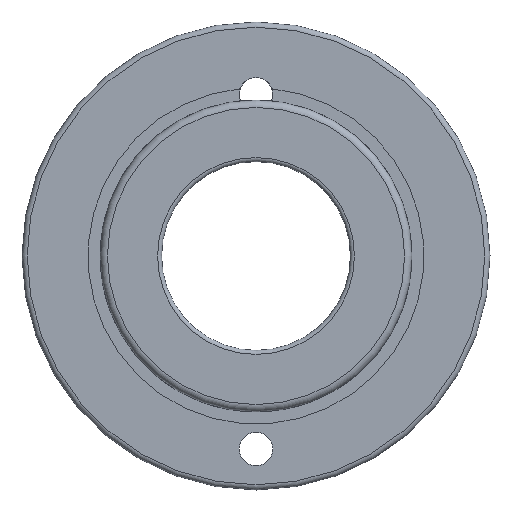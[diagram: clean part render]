
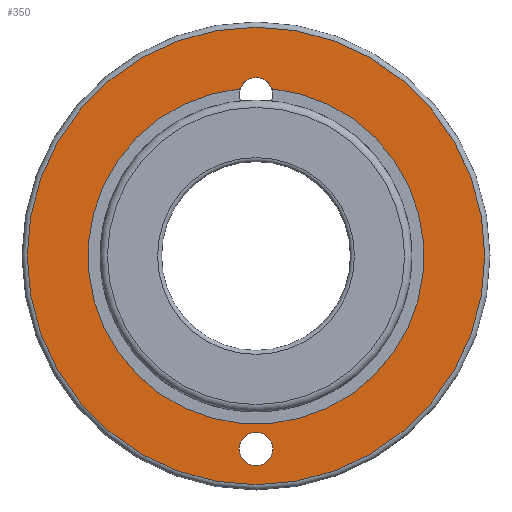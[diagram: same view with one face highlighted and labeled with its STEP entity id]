
A CAD part, left-side view. The second image highlights one B-rep face of the part: STEP entity #350.
In plain terms, the highlighted planar face has unit normal (-1, 0, 0).
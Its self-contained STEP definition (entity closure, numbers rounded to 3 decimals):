
#16=FACE_BOUND('',#75,.T.);
#17=FACE_BOUND('',#76,.T.);
#37=PLANE('',#406);
#51=FACE_OUTER_BOUND('',#74,.T.);
#74=EDGE_LOOP('',(#288));
#75=EDGE_LOOP('',(#289,#290));
#76=EDGE_LOOP('',(#291));
#116=CIRCLE('',#378,1.6);
#122=CIRCLE('',#386,1.6);
#126=CIRCLE('',#391,16.1);
#135=CIRCLE('',#407,21.925);
#151=VERTEX_POINT('',#564);
#160=VERTEX_POINT('',#596);
#161=VERTEX_POINT('',#609);
#171=VERTEX_POINT('',#668);
#184=EDGE_CURVE('',#151,#151,#116,.T.);
#194=EDGE_CURVE('',#161,#160,#122,.T.);
#203=EDGE_CURVE('',#160,#161,#126,.T.);
#213=EDGE_CURVE('',#171,#171,#135,.T.);
#288=ORIENTED_EDGE('',*,*,#213,.F.);
#289=ORIENTED_EDGE('',*,*,#194,.T.);
#290=ORIENTED_EDGE('',*,*,#203,.T.);
#291=ORIENTED_EDGE('',*,*,#184,.T.);
#350=ADVANCED_FACE('',(#51,#16,#17),#37,.T.);
#378=AXIS2_PLACEMENT_3D('',#566,#440,#441);
#386=AXIS2_PLACEMENT_3D('',#610,#458,#459);
#391=AXIS2_PLACEMENT_3D('',#647,#471,#472);
#406=AXIS2_PLACEMENT_3D('',#667,#502,#503);
#407=AXIS2_PLACEMENT_3D('',#669,#504,#505);
#440=DIRECTION('center_axis',(1.,0.,0.));
#441=DIRECTION('ref_axis',(0.,1.,0.));
#458=DIRECTION('center_axis',(1.,0.,0.));
#459=DIRECTION('ref_axis',(0.,1.,0.));
#471=DIRECTION('center_axis',(1.,0.,0.));
#472=DIRECTION('ref_axis',(0.,0.,-1.));
#502=DIRECTION('center_axis',(-1.,0.,0.));
#503=DIRECTION('ref_axis',(0.,0.,1.));
#504=DIRECTION('center_axis',(1.,0.,0.));
#505=DIRECTION('ref_axis',(0.,0.,-1.));
#564=CARTESIAN_POINT('',(0.,-1.6,-17.));
#566=CARTESIAN_POINT('Origin',(0.,0.,-17.));
#596=CARTESIAN_POINT('',(0.,-1.51,17.529));
#609=CARTESIAN_POINT('',(0.,1.51,17.529));
#610=CARTESIAN_POINT('Origin',(0.,0.,17.));
#647=CARTESIAN_POINT('Origin',(0.,0.,1.5));
#667=CARTESIAN_POINT('Origin',(0.,0.,-20.425));
#668=CARTESIAN_POINT('',(0.,0.,23.425));
#669=CARTESIAN_POINT('Origin',(0.,0.,1.5));
